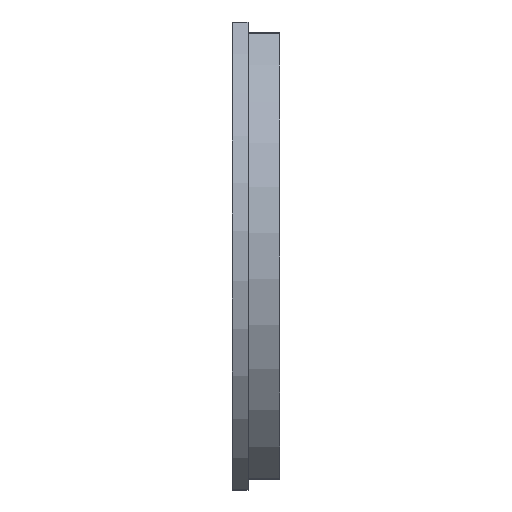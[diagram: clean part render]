
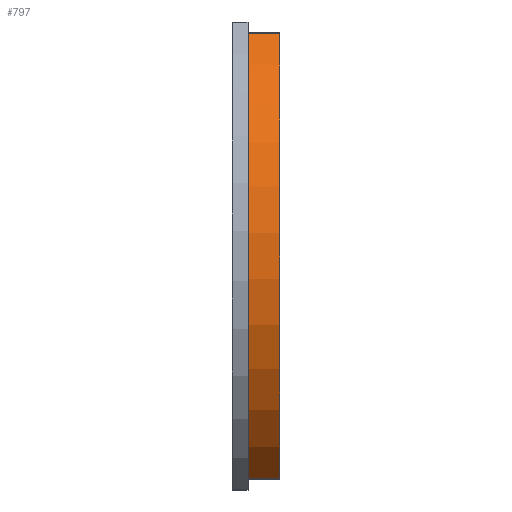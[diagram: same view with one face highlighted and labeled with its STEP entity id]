
A CAD part, left-side view. The second image highlights one B-rep face of the part: STEP entity #797.
In plain terms, the highlighted cylindrical face has radius 52.5 mm (diameter 105 mm), a partial arc.
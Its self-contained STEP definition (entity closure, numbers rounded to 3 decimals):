
#46 = VERTEX_POINT ( 'NONE', #985 ) ;
#114 = CARTESIAN_POINT ( 'NONE',  ( -31.77, 0., -41.796 ) ) ;
#174 = CIRCLE ( 'NONE', #2433, 52.5 ) ;
#319 = CARTESIAN_POINT ( 'NONE',  ( 0., 0., 0. ) ) ;
#393 = CYLINDRICAL_SURFACE ( 'NONE', #1611, 52.5 ) ;
#547 = DIRECTION ( 'NONE',  ( 0., 0., 1. ) ) ;
#706 = EDGE_CURVE ( 'NONE', #2977, #3007, #2022, .T. ) ;
#797 = ADVANCED_FACE ( 'NONE', ( #1608 ), #393, .T. ) ;
#957 = DIRECTION ( 'NONE',  ( 0., -1., 0. ) ) ;
#985 = CARTESIAN_POINT ( 'NONE',  ( -31.77, -6., 41.796 ) ) ;
#1106 = ORIENTED_EDGE ( 'NONE', *, *, #2618, .T. ) ;
#1134 = VECTOR ( 'NONE', #2843, 1000. ) ;
#1138 = AXIS2_PLACEMENT_3D ( 'NONE', #319, #3039, #547 ) ;
#1182 = ORIENTED_EDGE ( 'NONE', *, *, #706, .T. ) ;
#1336 = EDGE_CURVE ( 'NONE', #46, #3007, #174, .T. ) ;
#1353 = CIRCLE ( 'NONE', #1138, 52.5 ) ;
#1377 = DIRECTION ( 'NONE',  ( 0., -1., 0. ) ) ;
#1505 = DIRECTION ( 'NONE',  ( 0., 1., 0. ) ) ;
#1525 = EDGE_LOOP ( 'NONE', ( #2990, #1106, #2181, #1182 ) ) ;
#1608 = FACE_OUTER_BOUND ( 'NONE', #1525, .T. ) ;
#1611 = AXIS2_PLACEMENT_3D ( 'NONE', #1760, #957, #3254 ) ;
#1760 = CARTESIAN_POINT ( 'NONE',  ( 0., 3., 0. ) ) ;
#1818 = VECTOR ( 'NONE', #1505, 1000. ) ;
#1898 = CARTESIAN_POINT ( 'NONE',  ( -31.77, -6., -41.796 ) ) ;
#1914 = DIRECTION ( 'NONE',  ( 0., 0., -1. ) ) ;
#1950 = CARTESIAN_POINT ( 'NONE',  ( 0., -6., 0. ) ) ;
#2022 = LINE ( 'NONE', #2309, #1134 ) ;
#2181 = ORIENTED_EDGE ( 'NONE', *, *, #3258, .F. ) ;
#2216 = LINE ( 'NONE', #3226, #1818 ) ;
#2309 = CARTESIAN_POINT ( 'NONE',  ( -31.77, 3., -41.796 ) ) ;
#2433 = AXIS2_PLACEMENT_3D ( 'NONE', #1950, #1377, #1914 ) ;
#2618 = EDGE_CURVE ( 'NONE', #46, #2902, #2216, .T. ) ;
#2843 = DIRECTION ( 'NONE',  ( 0., -1., 0. ) ) ;
#2902 = VERTEX_POINT ( 'NONE', #3175 ) ;
#2977 = VERTEX_POINT ( 'NONE', #114 ) ;
#2990 = ORIENTED_EDGE ( 'NONE', *, *, #1336, .F. ) ;
#3007 = VERTEX_POINT ( 'NONE', #1898 ) ;
#3039 = DIRECTION ( 'NONE',  ( 0., 1., 0. ) ) ;
#3175 = CARTESIAN_POINT ( 'NONE',  ( -31.77, 0., 41.796 ) ) ;
#3226 = CARTESIAN_POINT ( 'NONE',  ( -31.77, 3., 41.796 ) ) ;
#3254 = DIRECTION ( 'NONE',  ( 0., 0., -1. ) ) ;
#3258 = EDGE_CURVE ( 'NONE', #2977, #2902, #1353, .T. ) ;
